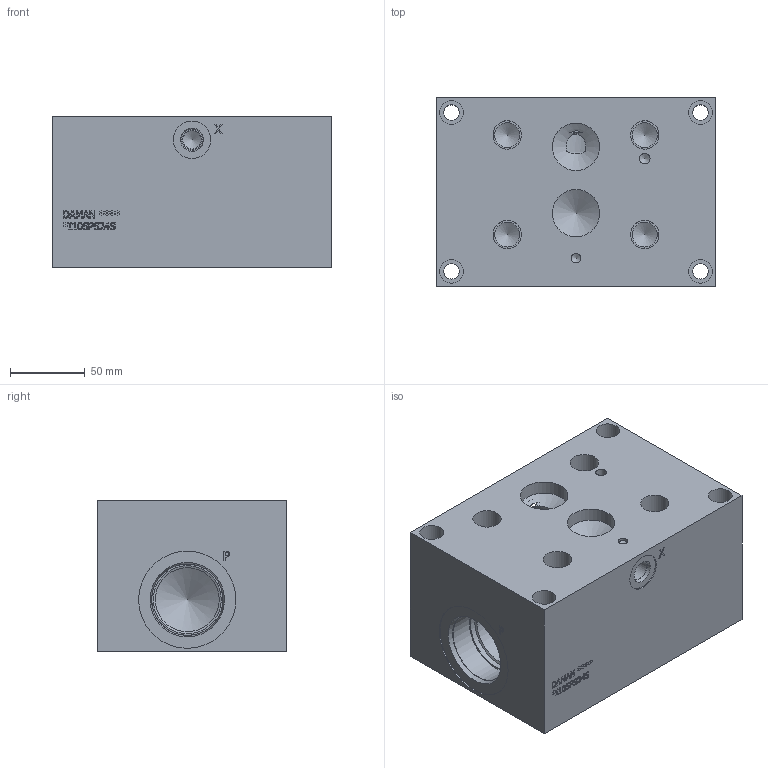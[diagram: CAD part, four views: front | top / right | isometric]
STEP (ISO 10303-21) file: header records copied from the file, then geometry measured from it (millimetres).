
FILE_DESCRIPTION(/* description */ (''),/* implementation_level */ '2;1');
FILE_NAME(/* name */ '_I10SPS24S.stp',/* time_stamp */ '2022-07-20T12:51:47-04:00',/* author */ ('trevorh'),/* organization */ (''),/* preprocessor_version */ 'ST-DEVELOPER v18',/* originating_system */ 'Autodesk Inventor 2020',/* authorisation */ '');
FILE_SCHEMA (('CONFIG_CONTROL_DESIGN'));
Length unit declared in the file: millimetre
Products named in the file (1): Part_DI10SPS24S_3D
Bounding box: 187.32 x 127 x 101.6 mm (x, y, z)
Volume: 2164961 mm3; surface area: 149542 mm2
Topology: 1 solids, 1 shells, 431 faces, 1189 edges, 801 vertices
Faces by surface type: plane 280, bspline 96, cylinder 35, cone 20
Full cylindrical faces by diameter (mm): 6.35 x1, 7.137 x1, 10.312 x4, 12.294 x1, 12.9 x1, 14.275 x1, 14.529 x1, 15.875 x4, 16.662 x4, 19.05 x4, 25.019 x1, 31.75 x2, 42.875 x2, 45.568 x2, 47.625 x2, 48.057 x2, 65.126 x2
Entity records: 14583 total; most frequent: CARTESIAN_POINT 3721, ORIENTED_EDGE 2358, DIRECTION 1780, EDGE_CURVE 1179, LINE 856, VECTOR 856, VERTEX_POINT 801, EDGE_LOOP 494
